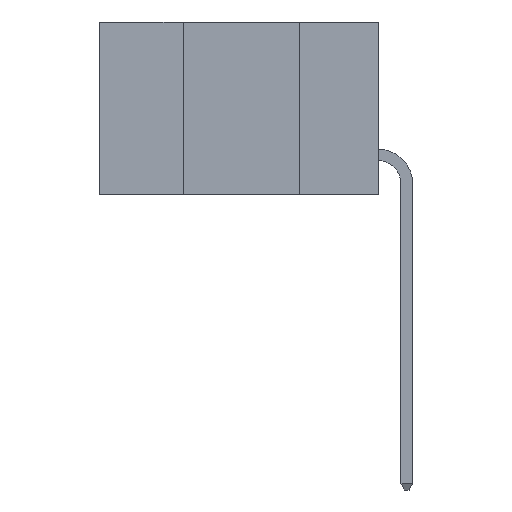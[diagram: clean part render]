
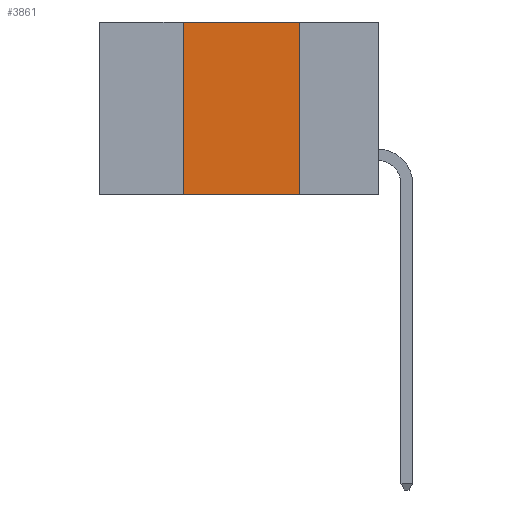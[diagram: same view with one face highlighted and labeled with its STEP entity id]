
A CAD part, left-side view. The second image highlights one B-rep face of the part: STEP entity #3861.
In plain terms, the highlighted planar face has unit normal (-1, 0, 0).
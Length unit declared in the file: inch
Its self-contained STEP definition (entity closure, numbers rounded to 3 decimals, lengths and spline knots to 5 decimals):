
#12 = CARTESIAN_POINT ( 'NONE',  ( 0., 0.6, -0.37 ) ) ;
#600 = LINE ( 'NONE', #1740, #7179 ) ;
#677 = CARTESIAN_POINT ( 'NONE',  ( 0., 0.17, -0.37 ) ) ;
#1126 = VERTEX_POINT ( 'NONE', #1527 ) ;
#1441 = VECTOR ( 'NONE', #6566, 39.37008 ) ;
#1527 = CARTESIAN_POINT ( 'NONE',  ( 0., 0.42, 0. ) ) ;
#1573 = LINE ( 'NONE', #12, #7015 ) ;
#1608 = VERTEX_POINT ( 'NONE', #6209 ) ;
#1740 = CARTESIAN_POINT ( 'NONE',  ( 0., 0.6, 0. ) ) ;
#3275 = DIRECTION ( 'NONE',  ( 0., 0., 1. ) ) ;
#3861 = ADVANCED_FACE ( 'NONE', ( #9452 ), #6104, .F. ) ;
#3952 = VECTOR ( 'NONE', #3275, 39.37008 ) ;
#4099 = EDGE_CURVE ( 'NONE', #11036, #1608, #1573, .T. ) ;
#4781 = EDGE_CURVE ( 'NONE', #1126, #10479, #600, .T. ) ;
#5012 = DIRECTION ( 'NONE',  ( 0., 0., -1. ) ) ;
#6104 = PLANE ( 'NONE',  #14879 ) ;
#6209 = CARTESIAN_POINT ( 'NONE',  ( 0., 0.17, -0.37 ) ) ;
#6566 = DIRECTION ( 'NONE',  ( 0., 0., -1. ) ) ;
#7015 = VECTOR ( 'NONE', #14314, 39.37008 ) ;
#7179 = VECTOR ( 'NONE', #10388, 39.37008 ) ;
#7372 = ORIENTED_EDGE ( 'NONE', *, *, #7525, .F. ) ;
#7406 = CARTESIAN_POINT ( 'NONE',  ( 0., 0.6, 0. ) ) ;
#7525 = EDGE_CURVE ( 'NONE', #11036, #1126, #15376, .T. ) ;
#8773 = EDGE_CURVE ( 'NONE', #10479, #1608, #13276, .T. ) ;
#9452 = FACE_OUTER_BOUND ( 'NONE', #10087, .T. ) ;
#10087 = EDGE_LOOP ( 'NONE', ( #11972, #14117, #7372, #11711 ) ) ;
#10388 = DIRECTION ( 'NONE',  ( 0., -1., 0. ) ) ;
#10479 = VERTEX_POINT ( 'NONE', #15466 ) ;
#11027 = DIRECTION ( 'NONE',  ( 1., 0., 0. ) ) ;
#11036 = VERTEX_POINT ( 'NONE', #12793 ) ;
#11711 = ORIENTED_EDGE ( 'NONE', *, *, #4099, .T. ) ;
#11972 = ORIENTED_EDGE ( 'NONE', *, *, #8773, .F. ) ;
#12793 = CARTESIAN_POINT ( 'NONE',  ( 0., 0.42, -0.37 ) ) ;
#13276 = LINE ( 'NONE', #677, #1441 ) ;
#14117 = ORIENTED_EDGE ( 'NONE', *, *, #4781, .F. ) ;
#14314 = DIRECTION ( 'NONE',  ( 0., -1., 0. ) ) ;
#14879 = AXIS2_PLACEMENT_3D ( 'NONE', #7406, #11027, #5012 ) ;
#15153 = CARTESIAN_POINT ( 'NONE',  ( 0., 0.42, -0.37 ) ) ;
#15376 = LINE ( 'NONE', #15153, #3952 ) ;
#15466 = CARTESIAN_POINT ( 'NONE',  ( 0., 0.17, 0. ) ) ;
